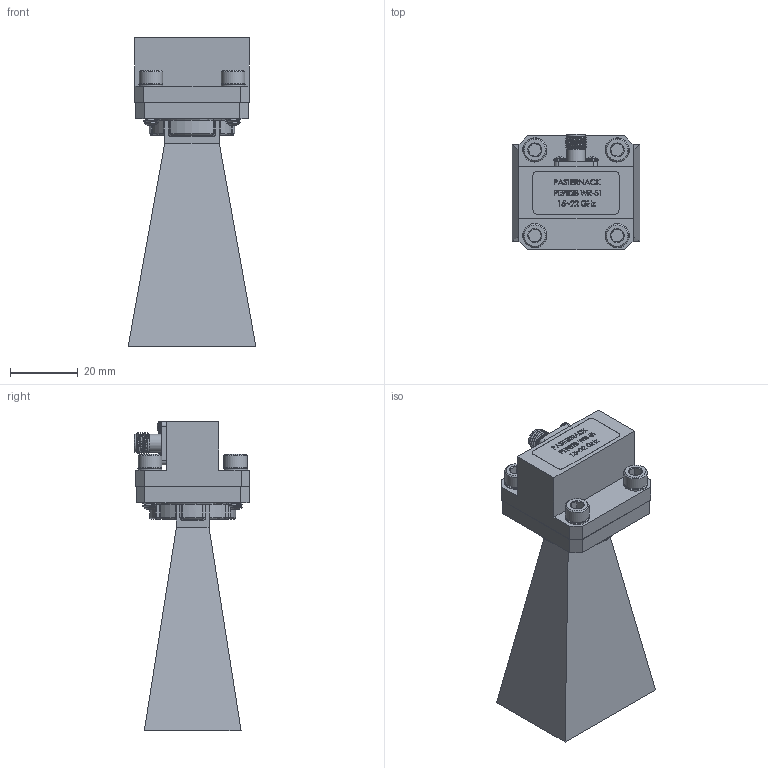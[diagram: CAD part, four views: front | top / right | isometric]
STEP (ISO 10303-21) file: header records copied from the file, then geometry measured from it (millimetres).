
FILE_DESCRIPTION (( 'STEP AP203' ), '1' );
FILE_NAME ('PE9853-SF-15.step', '2019-10-30T15:31:30', ( '' ), ( '' ), 'SwSTEP 2.0', 'SolidWorks 2018', '' );
FILE_SCHEMA (( 'CONFIG_CONTROL_DESIGN' ));
Length unit declared in the file: inch
Products named in the file (4): PE9853-SF-15; PE9853-15; Copy of Hex Screw^PE9853-SF-15; PE9828
Assembly tree (6 placements, depth 2):
  PE9853-SF-15
    PE9853-15
    PE9828
    Copy of Hex Screw^PE9853-SF-15  x4
Bounding box: 37.69 x 34.1 x 91.34 mm (x, y, z)
Volume: 27479.4 mm3; surface area: 22019 mm2
Topology: 11 solids, 11 shells, 564 faces, 1626 edges, 1145 vertices
Faces by surface type: plane 256, cylinder 167, cone 69, bspline 43, torus 17, sphere 12
Full cylindrical faces by diameter (mm): 1.016 x1, 1.27 x2, 1.524 x4, 3.616 x4, 3.658 x4, 3.785 x4, 4.597 x1, 5.359 x2, 6.972 x4, 7.125 x4
Entity records: 23975 total; most frequent: CARTESIAN_POINT 11378, ORIENTED_EDGE 2758, DIRECTION 2135, EDGE_CURVE 1379, VERTEX_POINT 1018, AXIS2_PLACEMENT_3D 746, LINE 643, VECTOR 643
